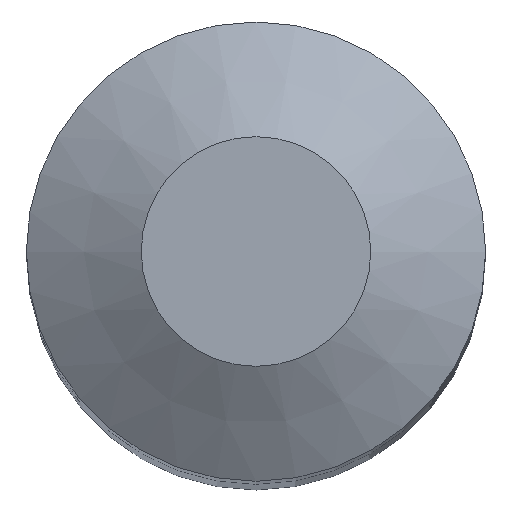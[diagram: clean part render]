
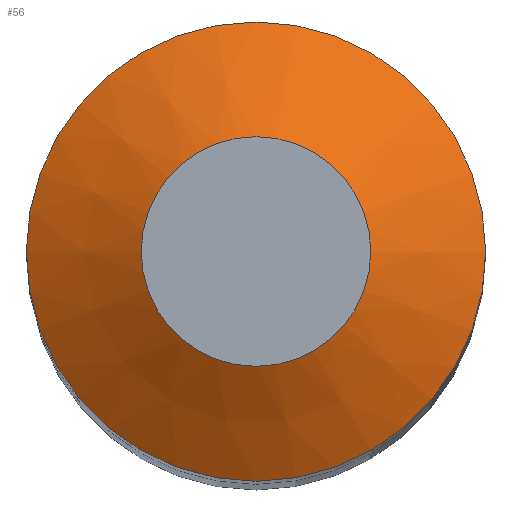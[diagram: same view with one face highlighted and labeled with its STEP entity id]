
A CAD part, top view. The second image highlights one B-rep face of the part: STEP entity #56.
In plain terms, the highlighted conical face has half-angle 60 degrees and reference radius 6 mm.
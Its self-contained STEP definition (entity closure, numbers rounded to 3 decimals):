
#56=ADVANCED_FACE('',(#70,#71),#65,.T.);
#65=CONICAL_SURFACE('',#182,6.,60.);
#70=FACE_BOUND('',#85,.T.);
#71=FACE_BOUND('',#86,.T.);
#85=EDGE_LOOP('',(#101));
#86=EDGE_LOOP('',(#102));
#101=ORIENTED_EDGE('',*,*,#125,.T.);
#102=ORIENTED_EDGE('',*,*,#126,.F.);
#116=VERTEX_POINT('',#263);
#117=VERTEX_POINT('',#266);
#125=EDGE_CURVE('',#116,#116,#133,.T.);
#126=EDGE_CURVE('',#117,#117,#134,.T.);
#133=CIRCLE('',#179,3.);
#134=CIRCLE('',#181,6.);
#179=AXIS2_PLACEMENT_3D('',#262,#208,#209);
#181=AXIS2_PLACEMENT_3D('',#265,#212,#213);
#182=AXIS2_PLACEMENT_3D('',#267,#214,#215);
#208=DIRECTION('',(0.,0.,-1.));
#209=DIRECTION('',(1.,0.,0.));
#212=DIRECTION('',(0.,0.,-1.));
#213=DIRECTION('',(1.,0.,0.));
#214=DIRECTION('',(0.,0.,-1.));
#215=DIRECTION('',(1.,0.,0.));
#262=CARTESIAN_POINT('',(0.,0.,0.));
#263=CARTESIAN_POINT('',(3.,0.,0.));
#265=CARTESIAN_POINT('',(0.,0.,-1.732));
#266=CARTESIAN_POINT('',(6.,0.,-1.732));
#267=CARTESIAN_POINT('',(0.,0.,-1.732));
